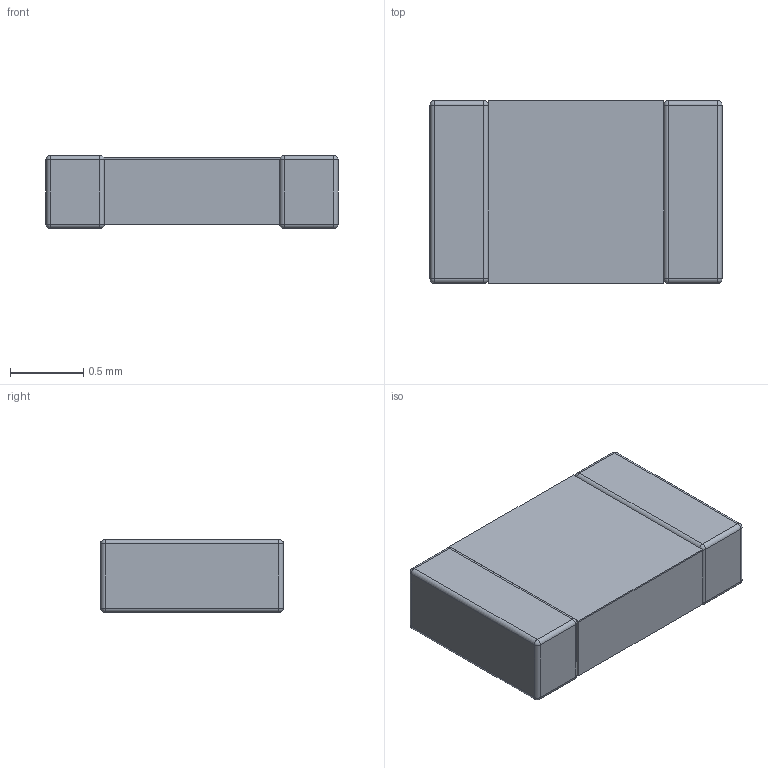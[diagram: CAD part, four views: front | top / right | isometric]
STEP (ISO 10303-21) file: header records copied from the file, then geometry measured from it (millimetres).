
FILE_DESCRIPTION(('FreeCAD Model'),'2;1');
FILE_NAME('Open CASCADE Shape Model','2022-07-18T21:13:19',( 'kicad StepUp'),('ksu MCAD'),'Open CASCADE STEP processor 7.5', 'FreeCAD','Unknown');
FILE_SCHEMA(('AUTOMOTIVE_DESIGN { 1 0 10303 214 1 1 1 1 }'));
Length unit declared in the file: millimetre
Products named in the file (4): Resistor_805; Body; Pins; BlackBody
Assembly tree (3 placements, depth 2):
  Resistor_805
    Body
    Pins
    BlackBody
Bounding box: 2 x 1.25 x 0.5 mm (x, y, z)
Volume: 1.2 mm3; surface area: 13.3 mm2
Topology: 4 solids, 4 shells, 64 faces, 136 edges, 64 vertices
Faces by surface type: plane 24, cylinder 24, sphere 16
Entity records: 1649 total; most frequent: DIRECTION 304, CARTESIAN_POINT 252, ORIENTED_EDGE 240, EDGE_CURVE 120, AXIS2_PLACEMENT_3D 116, LINE 72, VECTOR 72, ADVANCED_FACE 64
